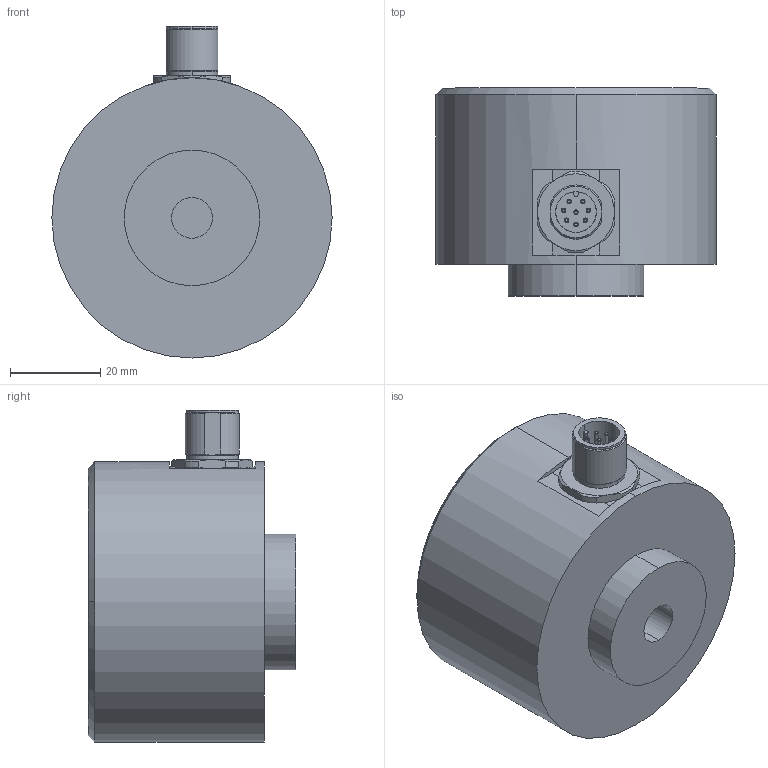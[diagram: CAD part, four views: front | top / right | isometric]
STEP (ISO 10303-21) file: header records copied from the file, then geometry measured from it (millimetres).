
FILE_DESCRIPTION (( 'STEP AP214' ), '1' );
FILE_NAME ('02.102.004_Stand07102016_01.STEP', '2016-10-07T08:07:12', ( '' ), ( '' ), 'SwSTEP 2.0', 'SolidWorks 2016', '' );
FILE_SCHEMA (( 'AUTOMOTIVE_DESIGN' ));
Length unit declared in the file: millimetre
Products named in the file (1): 02.102.004_Stand07102016_01
Bounding box: 62 x 46 x 73.45 mm (x, y, z)
Volume: 122588.8 mm3; surface area: 15460 mm2
Topology: 1 solids, 1 shells, 113 faces, 260 edges, 164 vertices
Faces by surface type: cylinder 42, plane 39, bspline 16, cone 16
Entity records: 4698 total; most frequent: CARTESIAN_POINT 944, DIRECTION 520, ORIENTED_EDGE 520, EDGE_CURVE 260, AXIS2_PLACEMENT_3D 217, VERTEX_POINT 164, EDGE_LOOP 128, CIRCLE 119
